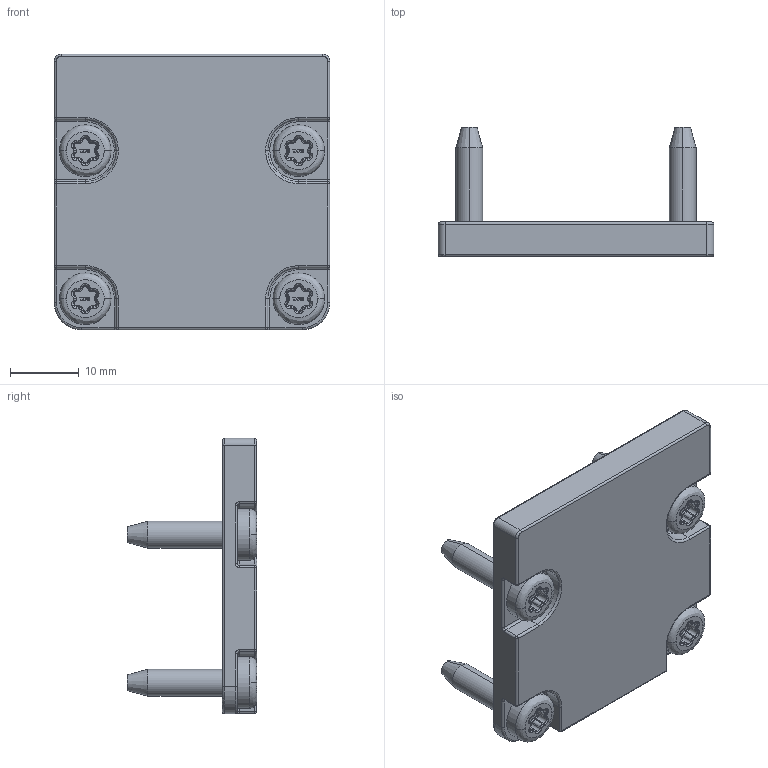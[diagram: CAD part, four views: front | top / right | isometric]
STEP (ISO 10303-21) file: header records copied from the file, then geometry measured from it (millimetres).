
FILE_DESCRIPTION (( 'STEP AP203' ), '1' );
FILE_NAME ('801001_c_1.STEP', '2022-10-11T15:13:54', ( '' ), ( '' ), 'SwSTEP 2.0', 'SolidWorks 2014', '' );
FILE_SCHEMA (( 'CONFIG_CONTROL_DESIGN' ));
Length unit declared in the file: millimetre
Products named in the file (1): 801001_c_1
Bounding box: 40 x 18.8 x 40 mm (x, y, z)
Volume: 8111.2 mm3; surface area: 5172.6 mm2
Topology: 1 solids, 1 shells, 750 faces, 1872 edges, 1152 vertices
Faces by surface type: bspline 336, cylinder 236, plane 170, cone 8
Entity records: 31517 total; most frequent: CARTESIAN_POINT 15341, ORIENTED_EDGE 3728, DIRECTION 2866, EDGE_CURVE 1864, VERTEX_POINT 1152, AXIS2_PLACEMENT_3D 1047, EDGE_LOOP 786, VECTOR 772
